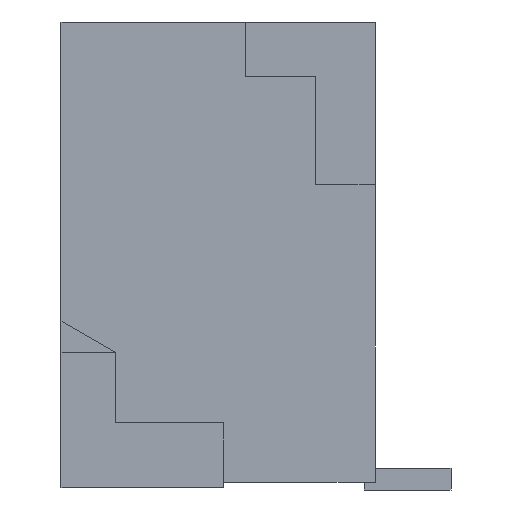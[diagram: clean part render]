
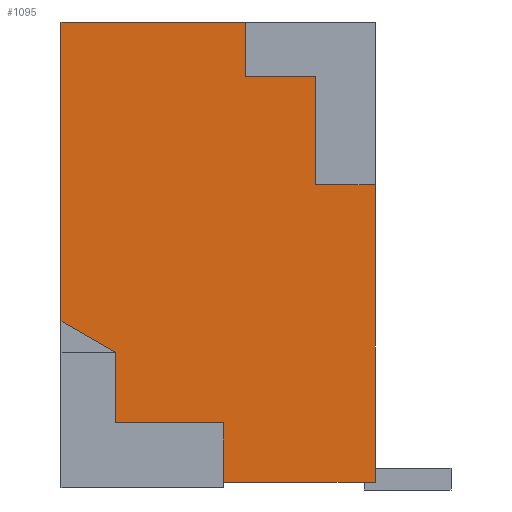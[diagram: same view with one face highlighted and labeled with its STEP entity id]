
A CAD part, left-side view. The second image highlights one B-rep face of the part: STEP entity #1095.
In plain terms, the highlighted planar face has unit normal (-1, 0, 0).
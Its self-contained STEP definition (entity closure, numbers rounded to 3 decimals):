
#130 = VERTEX_POINT('',#131);
#131 = CARTESIAN_POINT('',(-4.5,2.9,1.589));
#137 = EDGE_CURVE('',#130,#138,#140,.T.);
#138 = VERTEX_POINT('',#139);
#139 = CARTESIAN_POINT('',(-4.5,2.9,4.35));
#140 = LINE('',#141,#142);
#141 = CARTESIAN_POINT('',(-4.5,2.9,0.1));
#142 = VECTOR('',#143,1.);
#143 = DIRECTION('',(0.,0.,1.));
#247 = EDGE_CURVE('',#130,#248,#250,.T.);
#248 = VERTEX_POINT('',#249);
#249 = CARTESIAN_POINT('',(-4.5,2.4,1.3));
#250 = LINE('',#251,#252);
#251 = CARTESIAN_POINT('',(-4.5,2.4,1.3));
#252 = VECTOR('',#253,1.);
#253 = DIRECTION('',(0.,-0.866,-0.5));
#290 = VERTEX_POINT('',#291);
#291 = CARTESIAN_POINT('',(-4.5,1.4,0.65));
#297 = EDGE_CURVE('',#298,#290,#300,.T.);
#298 = VERTEX_POINT('',#299);
#299 = CARTESIAN_POINT('',(-4.5,2.4,0.65));
#300 = LINE('',#301,#302);
#301 = CARTESIAN_POINT('',(-4.5,2.4,0.65));
#302 = VECTOR('',#303,1.);
#303 = DIRECTION('',(0.,-1.,0.));
#345 = EDGE_CURVE('',#248,#298,#346,.T.);
#346 = LINE('',#347,#348);
#347 = CARTESIAN_POINT('',(-4.5,2.4,0.65));
#348 = VECTOR('',#349,1.);
#349 = DIRECTION('',(0.,0.,-1.));
#386 = VERTEX_POINT('',#387);
#387 = CARTESIAN_POINT('',(-4.5,1.4,0.1));
#393 = EDGE_CURVE('',#290,#386,#394,.T.);
#394 = LINE('',#395,#396);
#395 = CARTESIAN_POINT('',(-4.5,1.4,0.65));
#396 = VECTOR('',#397,1.);
#397 = DIRECTION('',(0.,0.,-1.));
#819 = VERTEX_POINT('',#820);
#820 = CARTESIAN_POINT('',(-4.5,0.,0.1));
#826 = EDGE_CURVE('',#386,#819,#827,.T.);
#827 = LINE('',#828,#829);
#828 = CARTESIAN_POINT('',(-4.5,2.9,0.1));
#829 = VECTOR('',#830,1.);
#830 = DIRECTION('',(0.,-1.,0.));
#1029 = VERTEX_POINT('',#1030);
#1030 = CARTESIAN_POINT('',(-4.5,1.2,4.35));
#1068 = EDGE_CURVE('',#138,#1029,#1069,.T.);
#1069 = LINE('',#1070,#1071);
#1070 = CARTESIAN_POINT('',(-4.5,2.9,4.35));
#1071 = VECTOR('',#1072,1.);
#1072 = DIRECTION('',(0.,-1.,0.));
#1095 = ADVANCED_FACE('',(#1096),#1143,.F.);
#1096 = FACE_BOUND('',#1097,.T.);
#1097 = EDGE_LOOP('',(#1098,#1099,#1100,#1108,#1116,#1124,#1132,#1138,
    #1139,#1140,#1141,#1142));
#1098 = ORIENTED_EDGE('',*,*,#393,.T.);
#1099 = ORIENTED_EDGE('',*,*,#826,.T.);
#1100 = ORIENTED_EDGE('',*,*,#1101,.T.);
#1101 = EDGE_CURVE('',#819,#1102,#1104,.T.);
#1102 = VERTEX_POINT('',#1103);
#1103 = CARTESIAN_POINT('',(-4.5,0.,2.85));
#1104 = LINE('',#1105,#1106);
#1105 = CARTESIAN_POINT('',(-4.5,0.,0.1));
#1106 = VECTOR('',#1107,1.);
#1107 = DIRECTION('',(0.,0.,1.));
#1108 = ORIENTED_EDGE('',*,*,#1109,.T.);
#1109 = EDGE_CURVE('',#1102,#1110,#1112,.T.);
#1110 = VERTEX_POINT('',#1111);
#1111 = CARTESIAN_POINT('',(-4.5,0.55,2.85));
#1112 = LINE('',#1113,#1114);
#1113 = CARTESIAN_POINT('',(-4.5,0.55,2.85));
#1114 = VECTOR('',#1115,1.);
#1115 = DIRECTION('',(0.,1.,0.));
#1116 = ORIENTED_EDGE('',*,*,#1117,.T.);
#1117 = EDGE_CURVE('',#1110,#1118,#1120,.T.);
#1118 = VERTEX_POINT('',#1119);
#1119 = CARTESIAN_POINT('',(-4.5,0.55,3.85));
#1120 = LINE('',#1121,#1122);
#1121 = CARTESIAN_POINT('',(-4.5,0.55,3.85));
#1122 = VECTOR('',#1123,1.);
#1123 = DIRECTION('',(0.,0.,1.));
#1124 = ORIENTED_EDGE('',*,*,#1125,.T.);
#1125 = EDGE_CURVE('',#1118,#1126,#1128,.T.);
#1126 = VERTEX_POINT('',#1127);
#1127 = CARTESIAN_POINT('',(-4.5,1.2,3.85));
#1128 = LINE('',#1129,#1130);
#1129 = CARTESIAN_POINT('',(-4.5,1.2,3.85));
#1130 = VECTOR('',#1131,1.);
#1131 = DIRECTION('',(0.,1.,0.));
#1132 = ORIENTED_EDGE('',*,*,#1133,.T.);
#1133 = EDGE_CURVE('',#1126,#1029,#1134,.T.);
#1134 = LINE('',#1135,#1136);
#1135 = CARTESIAN_POINT('',(-4.5,1.2,4.35));
#1136 = VECTOR('',#1137,1.);
#1137 = DIRECTION('',(0.,0.,1.));
#1138 = ORIENTED_EDGE('',*,*,#1068,.F.);
#1139 = ORIENTED_EDGE('',*,*,#137,.F.);
#1140 = ORIENTED_EDGE('',*,*,#247,.T.);
#1141 = ORIENTED_EDGE('',*,*,#345,.T.);
#1142 = ORIENTED_EDGE('',*,*,#297,.T.);
#1143 = PLANE('',#1144);
#1144 = AXIS2_PLACEMENT_3D('',#1145,#1146,#1147);
#1145 = CARTESIAN_POINT('',(-4.5,2.9,0.1));
#1146 = DIRECTION('',(1.,0.,0.));
#1147 = DIRECTION('',(0.,0.,-1.));
